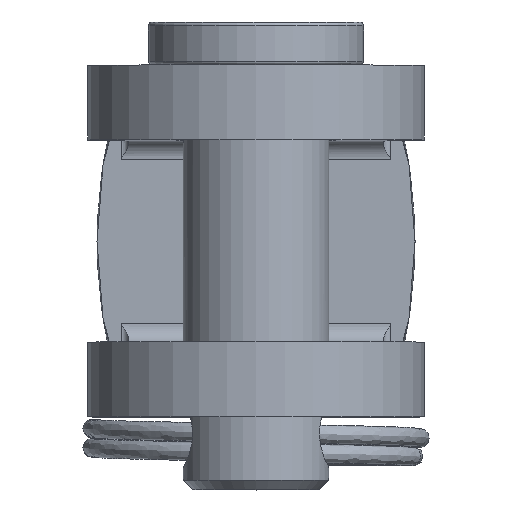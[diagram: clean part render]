
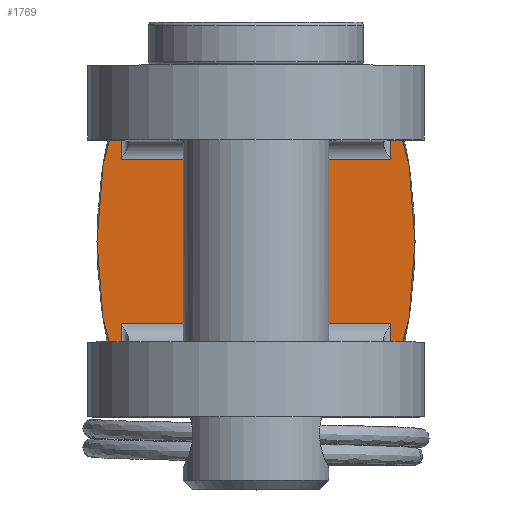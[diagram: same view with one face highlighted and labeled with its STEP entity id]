
A CAD part, top view. The second image highlights one B-rep face of the part: STEP entity #1769.
In plain terms, the highlighted planar face has unit normal (0, 0, 1).
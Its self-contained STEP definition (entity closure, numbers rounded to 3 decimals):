
#48 = VECTOR ( 'NONE', #6804, 1000. ) ;
#91 = CARTESIAN_POINT ( 'NONE',  ( -7.213, -8.098, 0. ) ) ;
#142 = VECTOR ( 'NONE', #9902, 1000. ) ;
#451 = CIRCLE ( 'NONE', #2461, 26.121 ) ;
#459 = PLANE ( 'NONE',  #3359 ) ;
#487 = ORIENTED_EDGE ( 'NONE', *, *, #7249, .T. ) ;
#583 = CARTESIAN_POINT ( 'NONE',  ( 7.213, 4.4, 0. ) ) ;
#673 = DIRECTION ( 'NONE',  ( -1., 0., 0. ) ) ;
#752 = LINE ( 'NONE', #4641, #3391 ) ;
#867 = LINE ( 'NONE', #12074, #12783 ) ;
#1079 = ORIENTED_EDGE ( 'NONE', *, *, #8876, .T. ) ;
#1686 = CARTESIAN_POINT ( 'NONE',  ( -7.213, -4.4, 0. ) ) ;
#1719 = EDGE_CURVE ( 'NONE', #10430, #10338, #451, .T. ) ;
#1724 = ORIENTED_EDGE ( 'NONE', *, *, #2371, .T. ) ;
#1769 = ADVANCED_FACE ( 'NONE', ( #12349 ), #459, .F. ) ;
#2130 = VERTEX_POINT ( 'NONE', #9092 ) ;
#2339 = CARTESIAN_POINT ( 'NONE',  ( -7.213, 4.4, 0. ) ) ;
#2371 = EDGE_CURVE ( 'NONE', #10430, #8645, #3516, .T. ) ;
#2461 = AXIS2_PLACEMENT_3D ( 'NONE', #13578, #12229, #5715 ) ;
#2758 = ORIENTED_EDGE ( 'NONE', *, *, #11090, .T. ) ;
#2868 = CIRCLE ( 'NONE', #12053, 26.121 ) ;
#2894 = EDGE_CURVE ( 'NONE', #2130, #6700, #2868, .T. ) ;
#3359 = AXIS2_PLACEMENT_3D ( 'NONE', #8354, #7094, #8578 ) ;
#3391 = VECTOR ( 'NONE', #12331, 1000. ) ;
#3516 = LINE ( 'NONE', #14641, #48 ) ;
#4214 = CARTESIAN_POINT ( 'NONE',  ( -17.621, 0., 0. ) ) ;
#4268 = DIRECTION ( 'NONE',  ( 0., 0., -1. ) ) ;
#4399 = LINE ( 'NONE', #5893, #16084 ) ;
#4569 = VECTOR ( 'NONE', #673, 1000. ) ;
#4641 = CARTESIAN_POINT ( 'NONE',  ( -17.621, -4.4, 0. ) ) ;
#5715 = DIRECTION ( 'NONE',  ( 1., 0., 0. ) ) ;
#5893 = CARTESIAN_POINT ( 'NONE',  ( 7.213, 5.4, 0. ) ) ;
#6135 = CARTESIAN_POINT ( 'NONE',  ( 7.213, -4.4, 0. ) ) ;
#6700 = VERTEX_POINT ( 'NONE', #12268 ) ;
#6804 = DIRECTION ( 'NONE',  ( 0., 1., 0. ) ) ;
#6936 = ORIENTED_EDGE ( 'NONE', *, *, #8748, .T. ) ;
#7094 = DIRECTION ( 'NONE',  ( 0., 0., -1. ) ) ;
#7249 = EDGE_CURVE ( 'NONE', #11390, #10338, #867, .T. ) ;
#7583 = VERTEX_POINT ( 'NONE', #583 ) ;
#8354 = CARTESIAN_POINT ( 'NONE',  ( -17.621, 0., 0. ) ) ;
#8578 = DIRECTION ( 'NONE',  ( -1., 0., 0. ) ) ;
#8644 = EDGE_CURVE ( 'NONE', #13890, #6700, #10386, .T. ) ;
#8645 = VERTEX_POINT ( 'NONE', #1686 ) ;
#8678 = CARTESIAN_POINT ( 'NONE',  ( -17.621, 4.4, 0. ) ) ;
#8748 = EDGE_CURVE ( 'NONE', #8645, #13890, #752, .T. ) ;
#8876 = EDGE_CURVE ( 'NONE', #2130, #7583, #4399, .T. ) ;
#9092 = CARTESIAN_POINT ( 'NONE',  ( 7.213, 8.098, 0. ) ) ;
#9902 = DIRECTION ( 'NONE',  ( 0., -1., 0. ) ) ;
#10154 = ORIENTED_EDGE ( 'NONE', *, *, #1719, .F. ) ;
#10318 = LINE ( 'NONE', #8678, #4569 ) ;
#10338 = VERTEX_POINT ( 'NONE', #16813 ) ;
#10386 = LINE ( 'NONE', #10897, #142 ) ;
#10430 = VERTEX_POINT ( 'NONE', #91 ) ;
#10683 = DIRECTION ( 'NONE',  ( 0., 1., 0. ) ) ;
#10686 = ORIENTED_EDGE ( 'NONE', *, *, #2894, .F. ) ;
#10897 = CARTESIAN_POINT ( 'NONE',  ( 7.213, 0., 0. ) ) ;
#11090 = EDGE_CURVE ( 'NONE', #7583, #11390, #10318, .T. ) ;
#11390 = VERTEX_POINT ( 'NONE', #2339 ) ;
#11401 = EDGE_LOOP ( 'NONE', ( #6936, #15083, #10686, #1079, #2758, #487, #10154, #1724 ) ) ;
#12053 = AXIS2_PLACEMENT_3D ( 'NONE', #4214, #4268, #12134 ) ;
#12074 = CARTESIAN_POINT ( 'NONE',  ( -7.213, 9.4, 0. ) ) ;
#12134 = DIRECTION ( 'NONE',  ( -1., 0., 0. ) ) ;
#12229 = DIRECTION ( 'NONE',  ( 0., 0., -1. ) ) ;
#12268 = CARTESIAN_POINT ( 'NONE',  ( 7.213, -8.098, 0. ) ) ;
#12331 = DIRECTION ( 'NONE',  ( 1., 0., 0. ) ) ;
#12349 = FACE_OUTER_BOUND ( 'NONE', #11401, .T. ) ;
#12783 = VECTOR ( 'NONE', #10683, 1000. ) ;
#13578 = CARTESIAN_POINT ( 'NONE',  ( 17.621, 0., 0. ) ) ;
#13890 = VERTEX_POINT ( 'NONE', #6135 ) ;
#14641 = CARTESIAN_POINT ( 'NONE',  ( -7.213, 0., 0. ) ) ;
#15083 = ORIENTED_EDGE ( 'NONE', *, *, #8644, .T. ) ;
#15637 = DIRECTION ( 'NONE',  ( 0., -1., 0. ) ) ;
#16084 = VECTOR ( 'NONE', #15637, 1000. ) ;
#16813 = CARTESIAN_POINT ( 'NONE',  ( -7.213, 8.098, 0. ) ) ;
